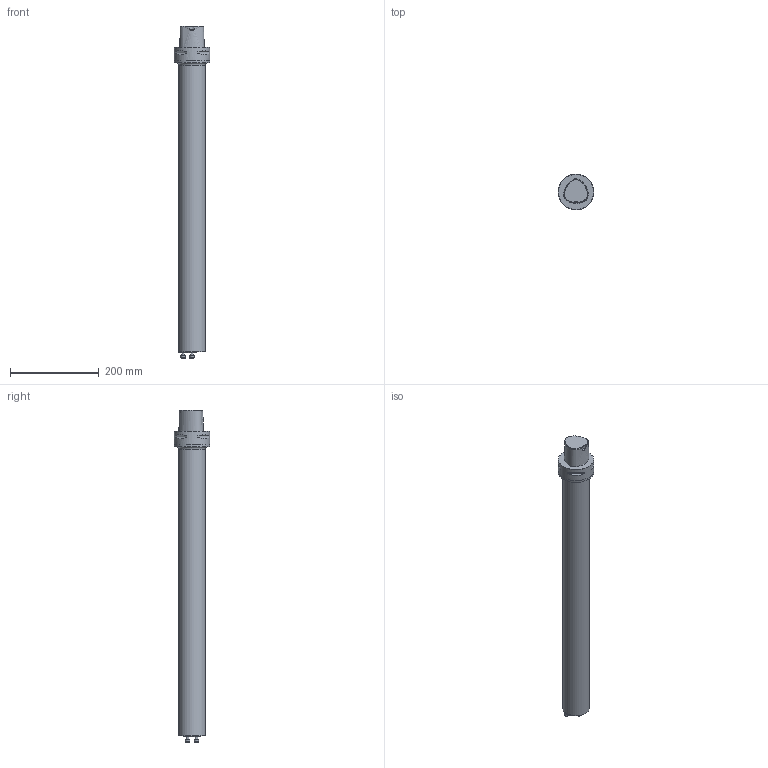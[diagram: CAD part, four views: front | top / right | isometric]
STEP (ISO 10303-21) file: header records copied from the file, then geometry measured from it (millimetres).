
FILE_DESCRIPTION(/* description */ (''),/* implementation_level */ '2;1');
FILE_NAME(/* name */ '1529071949862.stp',/* time_stamp */ '2018-06-15T16:12:36+02:00',/* author */ (''),/* organization */ ('SMS'),/* preprocessor_version */ 'ST-DEVELOPER v15',/* originating_system */ 'SIEMENS PLM Software NX 8.5',/* authorisation */ '');
FILE_SCHEMA (('AUTOMOTIVE_DESIGN { 1 0 10303 214 3 1 1 1 }'));
Length unit declared in the file: millimetre
Products named in the file (1): C8-SL3C60688CR-40R
Bounding box: 80 x 80 x 748 mm (x, y, z)
Volume: 2126398.8 mm3; surface area: 151060.7 mm2
Topology: 1 solids, 1 shells, 73 faces, 163 edges, 110 vertices
Faces by surface type: plane 44, cylinder 19, cone 7, bspline 2, torus 1
Full cylindrical faces by diameter (mm): 6 x3, 10 x3, 40 x1, 60 x1, 79.99 x1, 80 x1
Entity records: 2728 total; most frequent: CARTESIAN_POINT 1167, DIRECTION 298, ORIENTED_EDGE 280, EDGE_CURVE 140, AXIS2_PLACEMENT_3D 110, EDGE_LOOP 105, VERTEX_POINT 101, LINE 78
